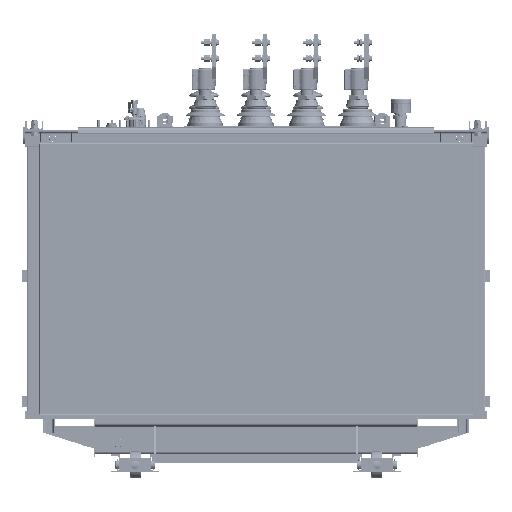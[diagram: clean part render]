
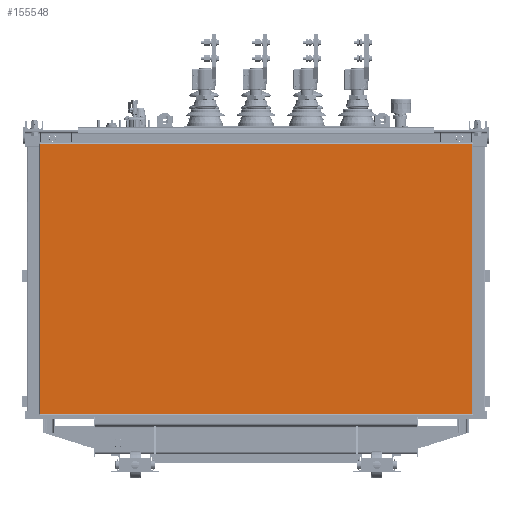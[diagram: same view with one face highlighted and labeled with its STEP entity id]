
A CAD part, front view. The second image highlights one B-rep face of the part: STEP entity #155548.
In plain terms, the highlighted planar face has unit normal (0, 1, 0).
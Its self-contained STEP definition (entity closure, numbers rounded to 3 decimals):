
#17024=LINE($,#314005,#27069);
#17025=LINE($,#314009,#27070);
#17026=LINE($,#314011,#27071);
#17027=LINE($,#314012,#27072);
#27069=VECTOR($,#206921,120.);
#27070=VECTOR($,#206926,191.);
#27071=VECTOR($,#206927,120.);
#27072=VECTOR($,#206928,191.);
#35538=FACE_OUTER_BOUND($,#53171,.T.);
#53171=EDGE_LOOP($,(#133785,#133786,#133787,#133788));
#72637=VERTEX_POINT($,#314002);
#72638=VERTEX_POINT($,#314004);
#72639=VERTEX_POINT($,#314008);
#72640=VERTEX_POINT($,#314010);
#92976=EDGE_CURVE($,#72637,#72638,#17024,.T.);
#92978=EDGE_CURVE($,#72639,#72637,#17025,.T.);
#92979=EDGE_CURVE($,#72639,#72640,#17026,.T.);
#92980=EDGE_CURVE($,#72640,#72638,#17027,.T.);
#133785=ORIENTED_EDGE($,*,*,#92978,.F.);
#133786=ORIENTED_EDGE($,*,*,#92979,.T.);
#133787=ORIENTED_EDGE($,*,*,#92980,.T.);
#133788=ORIENTED_EDGE($,*,*,#92976,.F.);
#138359=PLANE($,#169412);
#155548=ADVANCED_FACE($,(#35538),#138359,.F.);
#169412=AXIS2_PLACEMENT_3D($,#314007,#206924,#206925);
#206921=DIRECTION($,(0.,0.,-1.));
#206924=DIRECTION('center_axis',(0.,-1.,0.));
#206925=DIRECTION('ref_axis',(-1.,0.,0.));
#206926=DIRECTION($,(-1.,0.,0.));
#206927=DIRECTION($,(0.,0.,-1.));
#206928=DIRECTION($,(-1.,0.,0.));
#314002=CARTESIAN_POINT('',(-95.5,-63.8,137.5));
#314004=CARTESIAN_POINT('',(-95.5,-63.8,17.5));
#314005=CARTESIAN_POINT($,(-95.5,-63.8,137.5));
#314007=CARTESIAN_POINT('Origin',(95.5,-63.8,137.5));
#314008=CARTESIAN_POINT('',(95.5,-63.8,137.5));
#314009=CARTESIAN_POINT($,(95.5,-63.8,137.5));
#314010=CARTESIAN_POINT('',(95.5,-63.8,17.5));
#314011=CARTESIAN_POINT($,(95.5,-63.8,137.5));
#314012=CARTESIAN_POINT($,(95.5,-63.8,17.5));
